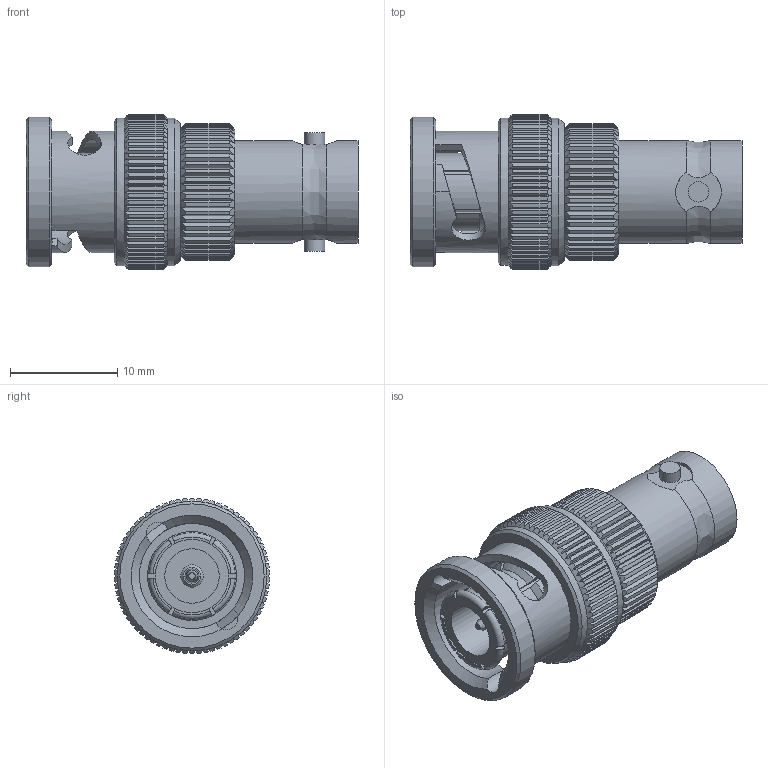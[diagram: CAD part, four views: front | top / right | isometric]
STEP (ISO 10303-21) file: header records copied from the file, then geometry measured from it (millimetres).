
FILE_DESCRIPTION (( 'STEP AP203' ), '1' );
FILE_NAME ('PE9530_3D.step', '2020-07-27T20:32:10', ( '' ), ( '' ), 'SwSTEP 2.0', 'SolidWorks 2018', '' );
FILE_SCHEMA (( 'CONFIG_CONTROL_DESIGN' ));
Length unit declared in the file: inch
Products named in the file (1): PE9530_3D
Bounding box: 30.99 x 14.5 x 14.5 mm (x, y, z)
Volume: 2460.8 mm3; surface area: 2787.1 mm2
Topology: 1 solids, 1 shells, 494 faces, 1423 edges, 942 vertices
Faces by surface type: plane 285, cylinder 164, cone 21, bspline 18, torus 6
Full cylindrical faces by diameter (mm): 1.321 x1, 1.372 x1, 1.905 x2, 2.134 x1, 4.826 x1, 5.08 x1, 6.35 x1, 8.255 x1, 8.296 x1, 9.601 x2, 9.83 x1, 11.317 x1, 13.738 x2, 13.97 x1
Entity records: 17317 total; most frequent: CARTESIAN_POINT 5380, ORIENTED_EDGE 2744, DIRECTION 2109, EDGE_CURVE 1372, VERTEX_POINT 923, AXIS2_PLACEMENT_3D 831, B_SPLINE_CURVE_WITH_KNOTS 569, EDGE_LOOP 537
